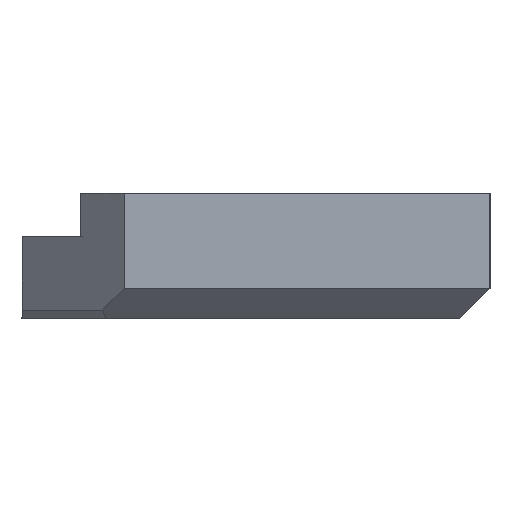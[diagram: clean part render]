
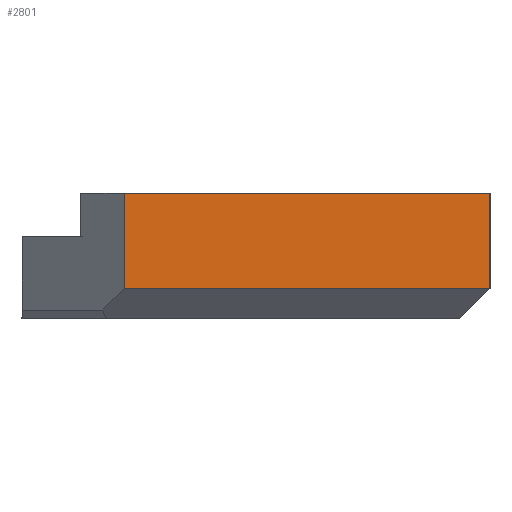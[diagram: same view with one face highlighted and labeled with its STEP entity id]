
A CAD part, left-side view. The second image highlights one B-rep face of the part: STEP entity #2801.
In plain terms, the highlighted planar face has unit normal (-1, 0, 0).
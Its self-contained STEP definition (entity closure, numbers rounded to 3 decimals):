
#93 = VERTEX_POINT ( 'NONE', #3717 ) ;
#333 = DIRECTION ( 'NONE',  ( 0., 0., 1. ) ) ;
#381 = VECTOR ( 'NONE', #333, 1000. ) ;
#432 = ORIENTED_EDGE ( 'NONE', *, *, #1283, .T. ) ;
#476 = LINE ( 'NONE', #884, #381 ) ;
#833 = DIRECTION ( 'NONE',  ( 0., 0., 1. ) ) ;
#884 = CARTESIAN_POINT ( 'NONE',  ( -18., 25., 9.6 ) ) ;
#1016 = VERTEX_POINT ( 'NONE', #1744 ) ;
#1135 = PLANE ( 'NONE',  #2728 ) ;
#1203 = VERTEX_POINT ( 'NONE', #1864 ) ;
#1260 = ORIENTED_EDGE ( 'NONE', *, *, #1473, .T. ) ;
#1283 = EDGE_CURVE ( 'NONE', #1526, #1016, #3304, .T. ) ;
#1473 = EDGE_CURVE ( 'NONE', #93, #1526, #2430, .T. ) ;
#1526 = VERTEX_POINT ( 'NONE', #2663 ) ;
#1643 = EDGE_CURVE ( 'NONE', #1203, #1016, #476, .T. ) ;
#1744 = CARTESIAN_POINT ( 'NONE',  ( -18., 25., 8.6 ) ) ;
#1845 = VECTOR ( 'NONE', #1927, 1000. ) ;
#1864 = CARTESIAN_POINT ( 'NONE',  ( -18., 25., 2.1 ) ) ;
#1927 = DIRECTION ( 'NONE',  ( 0., 1., 0. ) ) ;
#1991 = DIRECTION ( 'NONE',  ( 0., 0., 1. ) ) ;
#2061 = DIRECTION ( 'NONE',  ( 0., 1., 0. ) ) ;
#2341 = CARTESIAN_POINT ( 'NONE',  ( -18., -1., 2.1 ) ) ;
#2430 = LINE ( 'NONE', #2548, #3623 ) ;
#2548 = CARTESIAN_POINT ( 'NONE',  ( -18., 0., 8.6 ) ) ;
#2663 = CARTESIAN_POINT ( 'NONE',  ( -18., 0., 8.6 ) ) ;
#2680 = FACE_OUTER_BOUND ( 'NONE', #3302, .T. ) ;
#2728 = AXIS2_PLACEMENT_3D ( 'NONE', #3709, #2817, #1991 ) ;
#2801 = ADVANCED_FACE ( 'NONE', ( #2680 ), #1135, .T. ) ;
#2807 = LINE ( 'NONE', #2341, #3453 ) ;
#2817 = DIRECTION ( 'NONE',  ( -1., 0., 0. ) ) ;
#2906 = ORIENTED_EDGE ( 'NONE', *, *, #1643, .F. ) ;
#3278 = CARTESIAN_POINT ( 'NONE',  ( -18., 0., 8.6 ) ) ;
#3302 = EDGE_LOOP ( 'NONE', ( #2906, #3483, #1260, #432 ) ) ;
#3304 = LINE ( 'NONE', #3278, #1845 ) ;
#3453 = VECTOR ( 'NONE', #2061, 1000. ) ;
#3483 = ORIENTED_EDGE ( 'NONE', *, *, #3539, .F. ) ;
#3539 = EDGE_CURVE ( 'NONE', #93, #1203, #2807, .T. ) ;
#3623 = VECTOR ( 'NONE', #833, 1000. ) ;
#3709 = CARTESIAN_POINT ( 'NONE',  ( -18., 0., 8.6 ) ) ;
#3717 = CARTESIAN_POINT ( 'NONE',  ( -18., 0., 2.1 ) ) ;
